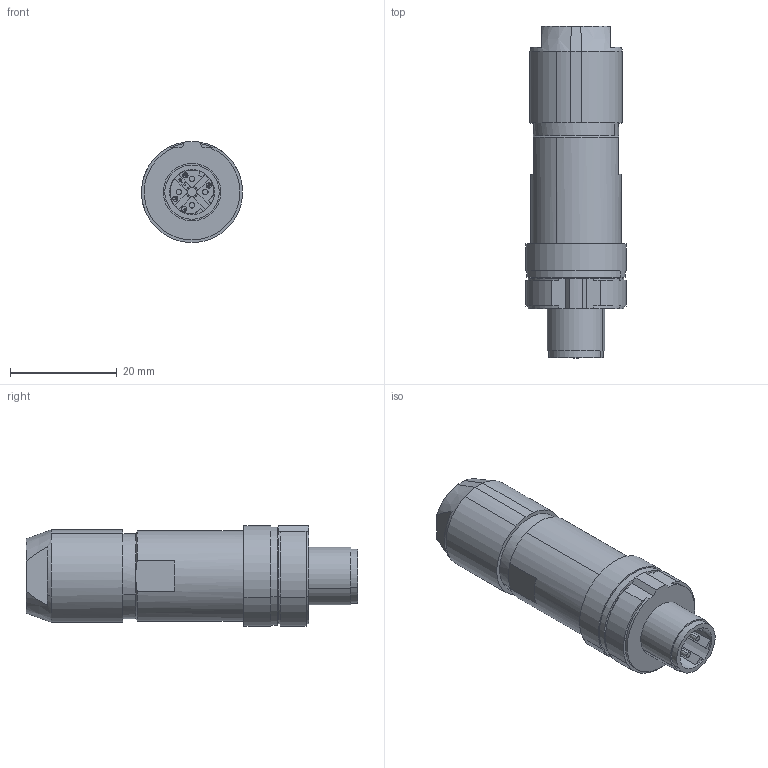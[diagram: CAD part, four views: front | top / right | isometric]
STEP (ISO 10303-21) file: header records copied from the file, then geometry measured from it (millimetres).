
FILE_DESCRIPTION (( 'STEP AP203' ), '1' );
FILE_NAME ('7000-14801-0000000.step', '2024-08-22T15:54:03', ( '' ), ( '' ), 'SwSTEP 2.0', 'SolidWorks 2023', '' );
FILE_SCHEMA (( 'CONFIG_CONTROL_DESIGN' ));
Length unit declared in the file: inch
Products named in the file (1): 7000-14801-0000000
Bounding box: 18.94 x 62.32 x 18.95 mm (x, y, z)
Volume: 7771 mm3; surface area: 6682.1 mm2
Topology: 2 solids, 2 shells, 240 faces, 624 edges, 412 vertices
Faces by surface type: plane 128, cylinder 77, bspline 20, cone 15
Entity records: 7820 total; most frequent: CARTESIAN_POINT 1845, ORIENTED_EDGE 1248, DIRECTION 1200, EDGE_CURVE 624, AXIS2_PLACEMENT_3D 421, VERTEX_POINT 412, VECTOR 358, LINE 358
